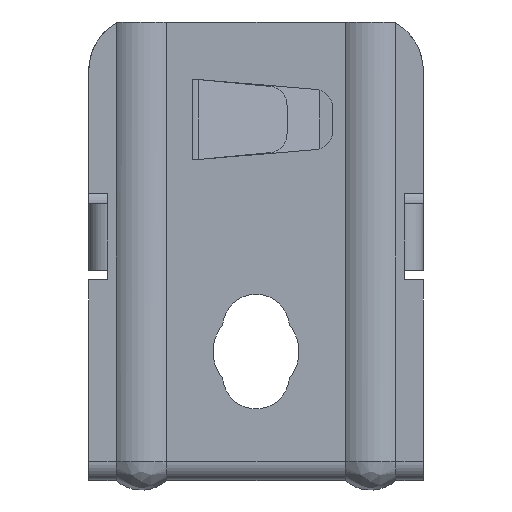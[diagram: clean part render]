
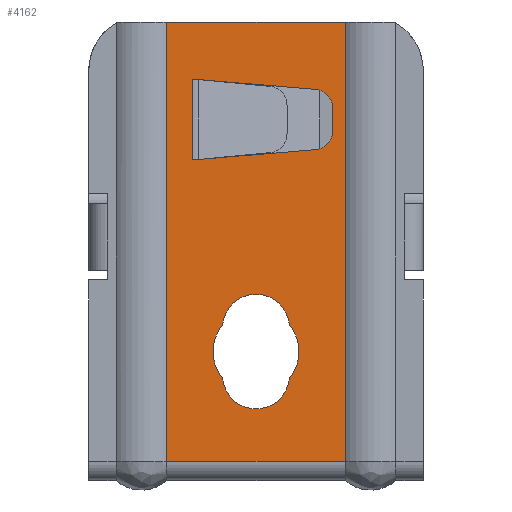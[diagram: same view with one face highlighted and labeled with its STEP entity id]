
A CAD part, front view. The second image highlights one B-rep face of the part: STEP entity #4162.
In plain terms, the highlighted planar face has unit normal (0, -1, 0).
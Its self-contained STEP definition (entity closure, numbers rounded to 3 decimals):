
#641=DIRECTION('',(1.,0.,0.));
#642=VECTOR('',#641,18.708);
#643=CARTESIAN_POINT('',(16.146,45.,2.));
#644=LINE('',#643,#642);
#954=DIRECTION('',(0.,0.,1.));
#955=VECTOR('',#954,46.);
#956=CARTESIAN_POINT('',(16.146,45.,2.));
#957=LINE('',#956,#955);
#958=DIRECTION('',(1.,0.,0.));
#959=VECTOR('',#958,18.708);
#960=CARTESIAN_POINT('',(16.146,45.,48.));
#961=LINE('',#960,#959);
#962=DIRECTION('',(0.,0.,1.));
#963=VECTOR('',#962,46.);
#964=CARTESIAN_POINT('',(34.854,45.,2.));
#965=LINE('',#964,#963);
#966=CARTESIAN_POINT('',(25.5,45.,11.));
#967=DIRECTION('',(0.,-1.,0.));
#968=DIRECTION('',(-0.995,0.,-0.1));
#969=AXIS2_PLACEMENT_3D('',#966,#967,#968);
#971=CARTESIAN_POINT('',(25.5,45.,13.5));
#972=DIRECTION('',(0.,-1.,0.));
#973=DIRECTION('',(0.774,0.,-0.633));
#974=AXIS2_PLACEMENT_3D('',#971,#972,#973);
#976=CARTESIAN_POINT('',(25.5,45.,16.));
#977=DIRECTION('',(0.,-1.,0.));
#978=DIRECTION('',(0.995,0.,0.1));
#979=AXIS2_PLACEMENT_3D('',#976,#977,#978);
#981=CARTESIAN_POINT('',(25.5,45.,13.5));
#982=DIRECTION('',(0.,-1.,0.));
#983=DIRECTION('',(-0.774,0.,0.633));
#984=AXIS2_PLACEMENT_3D('',#981,#982,#983);
#986=DIRECTION('',(0.,0.,-1.));
#987=VECTOR('',#986,2.322);
#988=CARTESIAN_POINT('',(33.541,45.,38.955));
#989=LINE('',#988,#987);
#990=DIRECTION('',(0.996,0.,-0.084));
#991=VECTOR('',#990,12.553);
#992=CARTESIAN_POINT('',(19.2,45.,42.));
#993=LINE('',#992,#991);
#994=DIRECTION('',(1.,0.,0.));
#995=VECTOR('',#994,0.353);
#996=CARTESIAN_POINT('',(18.847,45.,42.));
#997=LINE('',#996,#995);
#998=DIRECTION('',(1.,0.,0.));
#999=VECTOR('',#998,0.353);
#1000=CARTESIAN_POINT('',(18.847,45.,33.587));
#1001=LINE('',#1000,#999);
#1002=DIRECTION('',(-0.996,0.,-0.084));
#1003=VECTOR('',#1002,12.553);
#1004=CARTESIAN_POINT('',(31.708,45.,34.64));
#1005=LINE('',#1004,#1003);
#1313=CARTESIAN_POINT('',(31.541,45.,36.633));
#1314=DIRECTION('',(0.,1.,0.));
#1315=DIRECTION('',(1.,0.,0.));
#1316=AXIS2_PLACEMENT_3D('',#1313,#1314,#1315);
#1349=DIRECTION('',(0.,0.,1.));
#1350=VECTOR('',#1349,8.413);
#1351=CARTESIAN_POINT('',(18.847,45.,33.587));
#1352=LINE('',#1351,#1350);
#1419=CARTESIAN_POINT('',(31.541,45.,38.955));
#1420=DIRECTION('',(0.,1.,0.));
#1421=DIRECTION('',(0.084,0.,0.996));
#1422=AXIS2_PLACEMENT_3D('',#1419,#1420,#1421);
#2497=CARTESIAN_POINT('',(22.018,45.,10.65));
#2498=CARTESIAN_POINT('',(28.982,45.,10.65));
#2499=VERTEX_POINT('',#2497);
#2500=VERTEX_POINT('',#2498);
#2501=CARTESIAN_POINT('',(22.018,45.,16.35));
#2502=VERTEX_POINT('',#2501);
#2503=CARTESIAN_POINT('',(28.982,45.,16.35));
#2504=VERTEX_POINT('',#2503);
#2514=CARTESIAN_POINT('',(19.2,45.,42.));
#2516=VERTEX_POINT('',#2514);
#2523=CARTESIAN_POINT('',(18.847,45.,42.));
#2524=VERTEX_POINT('',#2523);
#2529=CARTESIAN_POINT('',(18.847,45.,33.587));
#2530=CARTESIAN_POINT('',(19.2,45.,33.587));
#2531=VERTEX_POINT('',#2529);
#2532=VERTEX_POINT('',#2530);
#2578=CARTESIAN_POINT('',(31.708,45.,34.64));
#2580=VERTEX_POINT('',#2578);
#2582=CARTESIAN_POINT('',(33.541,45.,36.633));
#2584=VERTEX_POINT('',#2582);
#2586=CARTESIAN_POINT('',(33.541,45.,38.955));
#2588=VERTEX_POINT('',#2586);
#2590=CARTESIAN_POINT('',(31.708,45.,40.948));
#2592=VERTEX_POINT('',#2590);
#2654=CARTESIAN_POINT('',(34.854,45.,48.));
#2655=VERTEX_POINT('',#2654);
#2657=CARTESIAN_POINT('',(16.146,45.,48.));
#2659=VERTEX_POINT('',#2657);
#2677=CARTESIAN_POINT('',(34.854,45.,2.));
#2678=VERTEX_POINT('',#2677);
#2683=CARTESIAN_POINT('',(16.146,45.,2.));
#2684=VERTEX_POINT('',#2683);
#4122=CARTESIAN_POINT('',(0.,45.,48.));
#4123=DIRECTION('',(0.,1.,0.));
#4124=DIRECTION('',(1.,0.,0.));
#4125=AXIS2_PLACEMENT_3D('',#4122,#4123,#4124);
#4126=PLANE('',#4125);
#4128=ORIENTED_EDGE('',*,*,#4127,.T.);
#4129=ORIENTED_EDGE('',*,*,#3850,.T.);
#4130=ORIENTED_EDGE('',*,*,#4086,.F.);
#4131=ORIENTED_EDGE('',*,*,#3640,.F.);
#4132=EDGE_LOOP('',(#4128,#4129,#4130,#4131));
#4133=FACE_OUTER_BOUND('',#4132,.F.);
#4135=ORIENTED_EDGE('',*,*,#4134,.T.);
#4137=ORIENTED_EDGE('',*,*,#4136,.T.);
#4139=ORIENTED_EDGE('',*,*,#4138,.T.);
#4141=ORIENTED_EDGE('',*,*,#4140,.T.);
#4142=EDGE_LOOP('',(#4135,#4137,#4139,#4141));
#4143=FACE_BOUND('',#4142,.F.);
#4145=ORIENTED_EDGE('',*,*,#4144,.F.);
#4147=ORIENTED_EDGE('',*,*,#4146,.F.);
#4149=ORIENTED_EDGE('',*,*,#4148,.F.);
#4151=ORIENTED_EDGE('',*,*,#4150,.F.);
#4153=ORIENTED_EDGE('',*,*,#4152,.F.);
#4155=ORIENTED_EDGE('',*,*,#4154,.T.);
#4157=ORIENTED_EDGE('',*,*,#4156,.F.);
#4159=ORIENTED_EDGE('',*,*,#4158,.F.);
#4160=EDGE_LOOP('',(#4145,#4147,#4149,#4151,#4153,#4155,#4157,#4159));
#4161=FACE_BOUND('',#4160,.F.);
#4162=ADVANCED_FACE('',(#4133,#4143,#4161),#4126,.F.);
#970=CIRCLE('',#969,3.5);
#975=CIRCLE('',#974,4.5);
#980=CIRCLE('',#979,3.5);
#985=CIRCLE('',#984,4.5);
#1317=CIRCLE('',#1316,2.);
#1423=CIRCLE('',#1422,2.);
#3640=EDGE_CURVE('',#2684,#2678,#644,.T.);
#3850=EDGE_CURVE('',#2659,#2655,#961,.T.);
#4086=EDGE_CURVE('',#2678,#2655,#965,.T.);
#4127=EDGE_CURVE('',#2684,#2659,#957,.T.);
#4134=EDGE_CURVE('',#2499,#2500,#970,.T.);
#4136=EDGE_CURVE('',#2500,#2504,#975,.T.);
#4138=EDGE_CURVE('',#2504,#2502,#980,.T.);
#4140=EDGE_CURVE('',#2502,#2499,#985,.T.);
#4144=EDGE_CURVE('',#2588,#2584,#989,.T.);
#4146=EDGE_CURVE('',#2592,#2588,#1423,.T.);
#4148=EDGE_CURVE('',#2516,#2592,#993,.T.);
#4150=EDGE_CURVE('',#2524,#2516,#997,.T.);
#4152=EDGE_CURVE('',#2531,#2524,#1352,.T.);
#4154=EDGE_CURVE('',#2531,#2532,#1001,.T.);
#4156=EDGE_CURVE('',#2580,#2532,#1005,.T.);
#4158=EDGE_CURVE('',#2584,#2580,#1317,.T.);
